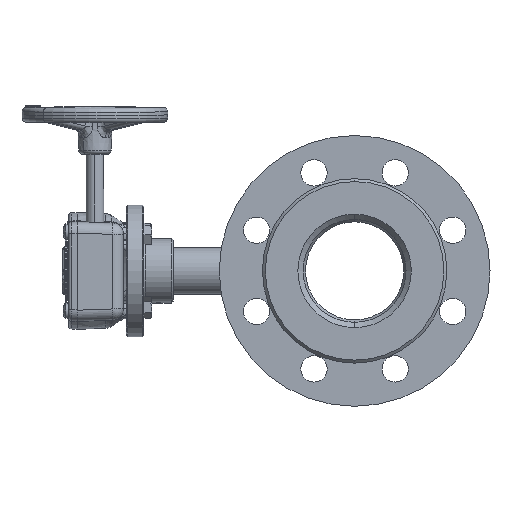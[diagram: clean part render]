
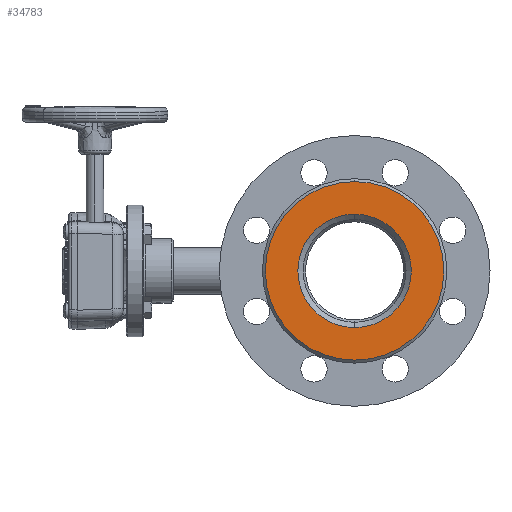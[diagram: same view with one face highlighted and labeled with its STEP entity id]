
A CAD part, left-side view. The second image highlights one B-rep face of the part: STEP entity #34783.
In plain terms, the highlighted planar face has unit normal (-1, 0, 0).
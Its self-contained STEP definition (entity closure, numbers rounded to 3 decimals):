
#1297 = DIRECTION ( 'NONE',  ( -1., 0., 0. ) ) ;
#1667 = DIRECTION ( 'NONE',  ( 0., 0., -1. ) ) ;
#1723 = DIRECTION ( 'NONE',  ( 0., 0., 1. ) ) ;
#2436 = EDGE_LOOP ( 'NONE', ( #11918, #21390 ) ) ;
#3280 = VERTEX_POINT ( 'NONE', #34053 ) ;
#4004 = VERTEX_POINT ( 'NONE', #43292 ) ;
#4689 = CARTESIAN_POINT ( 'NONE',  ( -145., 71.142, -38.75 ) ) ;
#5385 = AXIS2_PLACEMENT_3D ( 'NONE', #38621, #15402, #1667 ) ;
#5785 = ORIENTED_EDGE ( 'NONE', *, *, #44348, .T. ) ;
#6769 = CARTESIAN_POINT ( 'NONE',  ( -145., 71.142, -61. ) ) ;
#9508 = EDGE_CURVE ( 'NONE', #3280, #29656, #44349, .T. ) ;
#9812 = EDGE_LOOP ( 'NONE', ( #5785, #43030 ) ) ;
#9949 = CARTESIAN_POINT ( 'NONE',  ( -145., 71.142, 0. ) ) ;
#11918 = ORIENTED_EDGE ( 'NONE', *, *, #9508, .F. ) ;
#13782 = DIRECTION ( 'NONE',  ( 0., 0., 1. ) ) ;
#15196 = PLANE ( 'NONE',  #5385 ) ;
#15402 = DIRECTION ( 'NONE',  ( 1., 0., 0. ) ) ;
#16425 = AXIS2_PLACEMENT_3D ( 'NONE', #36177, #1297, #1723 ) ;
#18699 = EDGE_CURVE ( 'NONE', #4004, #43934, #29475, .T. ) ;
#19913 = AXIS2_PLACEMENT_3D ( 'NONE', #40562, #32913, #20090 ) ;
#20090 = DIRECTION ( 'NONE',  ( 0., 0., 1. ) ) ;
#21390 = ORIENTED_EDGE ( 'NONE', *, *, #35926, .F. ) ;
#23661 = DIRECTION ( 'NONE',  ( -1., 0., 0. ) ) ;
#24461 = AXIS2_PLACEMENT_3D ( 'NONE', #9949, #23661, #37419 ) ;
#29475 = CIRCLE ( 'NONE', #24461, 61. ) ;
#29656 = VERTEX_POINT ( 'NONE', #4689 ) ;
#31333 = CIRCLE ( 'NONE', #36355, 38.75 ) ;
#31851 = FACE_OUTER_BOUND ( 'NONE', #9812, .T. ) ;
#32913 = DIRECTION ( 'NONE',  ( -1., 0., 0. ) ) ;
#34053 = CARTESIAN_POINT ( 'NONE',  ( -145., 71.142, 38.75 ) ) ;
#34702 = DIRECTION ( 'NONE',  ( -1., 0., 0. ) ) ;
#34783 = ADVANCED_FACE ( 'NONE', ( #35235, #31851 ), #15196, .F. ) ;
#35235 = FACE_BOUND ( 'NONE', #2436, .T. ) ;
#35926 = EDGE_CURVE ( 'NONE', #29656, #3280, #31333, .T. ) ;
#36177 = CARTESIAN_POINT ( 'NONE',  ( -145., 71.142, 0. ) ) ;
#36355 = AXIS2_PLACEMENT_3D ( 'NONE', #40788, #34702, #13782 ) ;
#37419 = DIRECTION ( 'NONE',  ( 0., 0., 1. ) ) ;
#38621 = CARTESIAN_POINT ( 'NONE',  ( -145., 109.892, 0. ) ) ;
#40562 = CARTESIAN_POINT ( 'NONE',  ( -145., 71.142, 0. ) ) ;
#40788 = CARTESIAN_POINT ( 'NONE',  ( -145., 71.142, 0. ) ) ;
#40894 = CIRCLE ( 'NONE', #16425, 61. ) ;
#43030 = ORIENTED_EDGE ( 'NONE', *, *, #18699, .T. ) ;
#43292 = CARTESIAN_POINT ( 'NONE',  ( -145., 71.142, 61. ) ) ;
#43934 = VERTEX_POINT ( 'NONE', #6769 ) ;
#44348 = EDGE_CURVE ( 'NONE', #43934, #4004, #40894, .T. ) ;
#44349 = CIRCLE ( 'NONE', #19913, 38.75 ) ;
